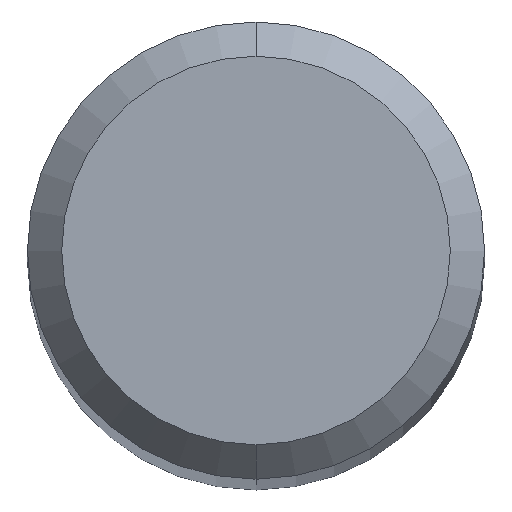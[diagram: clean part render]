
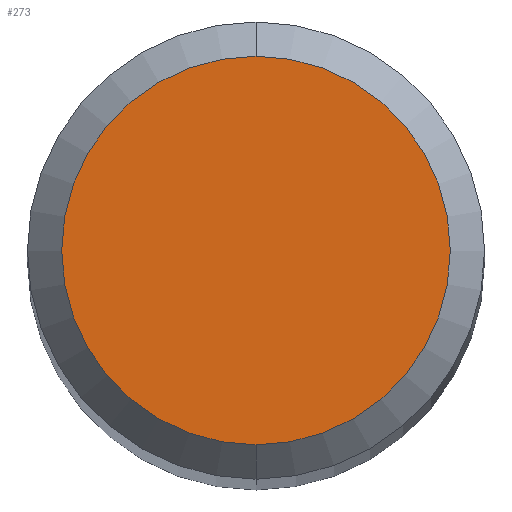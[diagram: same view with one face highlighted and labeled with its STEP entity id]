
A CAD part, top view. The second image highlights one B-rep face of the part: STEP entity #273.
In plain terms, the highlighted planar face has unit normal (0, 0, 1).
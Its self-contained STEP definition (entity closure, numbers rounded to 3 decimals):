
#221=EDGE_CURVE('',#403,#231,#535,.T.);
#231=VERTEX_POINT('',#546);
#273=ADVANCED_FACE('',(#590),#591,.T.);
#277=EDGE_CURVE('',#231,#403,#595,.T.);
#403=VERTEX_POINT('',#735);
#535=CIRCLE('',#902,1.7);
#546=CARTESIAN_POINT('',(0.,-1.7,0.0));
#590=FACE_OUTER_BOUND('',#1045,.T.);
#591=PLANE('',#1046);
#595=CIRCLE('',#1053,1.7);
#735=CARTESIAN_POINT('',(0.0,1.7,0.0));
#902=AXIS2_PLACEMENT_3D('',#1521,#1522,#1523);
#1045=EDGE_LOOP('',(#1571,#1572));
#1046=AXIS2_PLACEMENT_3D('',#1573,#1574,#1575);
#1053=AXIS2_PLACEMENT_3D('',#1577,#1578,#1579);
#1521=CARTESIAN_POINT('',(0.0,0.0,0.0));
#1522=DIRECTION('',(0.0,0.0,-1.0));
#1523=DIRECTION('',(0.0,1.0,0.0));
#1571=ORIENTED_EDGE('',*,*,#221,.F.);
#1572=ORIENTED_EDGE('',*,*,#277,.F.);
#1573=CARTESIAN_POINT('',(0.0,0.85,0.0));
#1574=DIRECTION('',(-0.0,0.0,1.0));
#1575=DIRECTION('',(0.0,-1.0,0.0));
#1577=CARTESIAN_POINT('',(0.0,0.0,0.0));
#1578=DIRECTION('',(0.0,0.0,-1.0));
#1579=DIRECTION('',(0.0,1.0,0.0));
